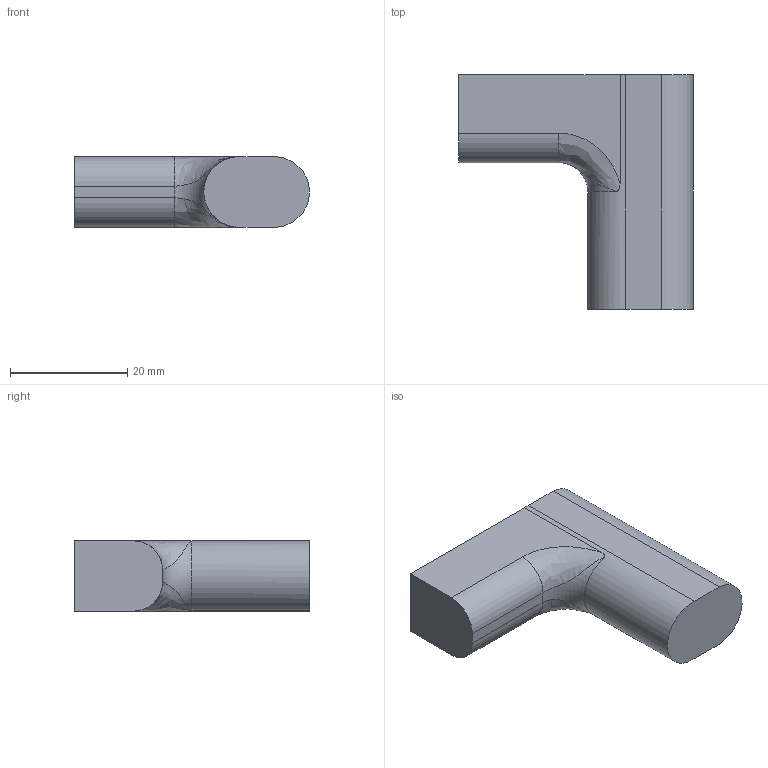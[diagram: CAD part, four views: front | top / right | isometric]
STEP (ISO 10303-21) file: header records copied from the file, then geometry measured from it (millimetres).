
FILE_DESCRIPTION(/* description */ (''),/* implementation_level */ '2;1');
FILE_NAME(/* name */ 'Composant12.step',/* time_stamp */ '2023-01-09T14:45:10+01:00',/* author */ (''),/* organization */ (''),/* preprocessor_version */ 'ST-DEVELOPER v19.2',/* originating_system */ 'Autodesk Translation Framework v11.17.0.187',/* authorisation */ '');
FILE_SCHEMA (('AUTOMOTIVE_DESIGN { 1 0 10303 214 3 1 1 }'));
Length unit declared in the file: millimetre
Products named in the file (1): FusionComponent
Bounding box: 39.98 x 40 x 12 mm (x, y, z)
Volume: 10319.4 mm3; surface area: 4174.5 mm2
Topology: 1 solids, 1 shells, 19 faces, 46 edges, 29 vertices
Faces by surface type: plane 9, cylinder 7, bspline 2, torus 1
Full cylindrical faces by diameter (mm): 6.8 x1
Entity records: 878 total; most frequent: CARTESIAN_POINT 402, ORIENTED_EDGE 90, DIRECTION 89, EDGE_CURVE 45, AXIS2_PLACEMENT_3D 33, VERTEX_POINT 29, LINE 23, VECTOR 23
